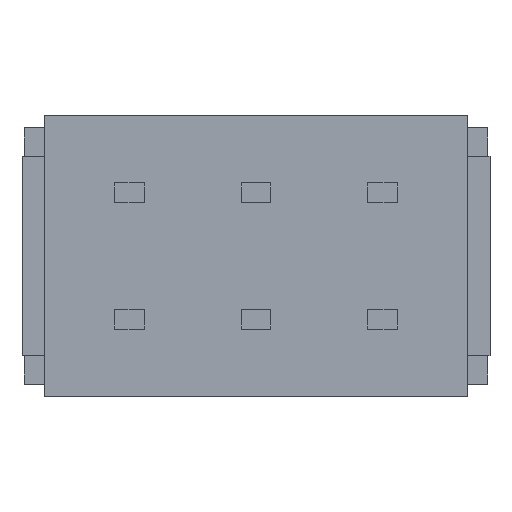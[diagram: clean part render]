
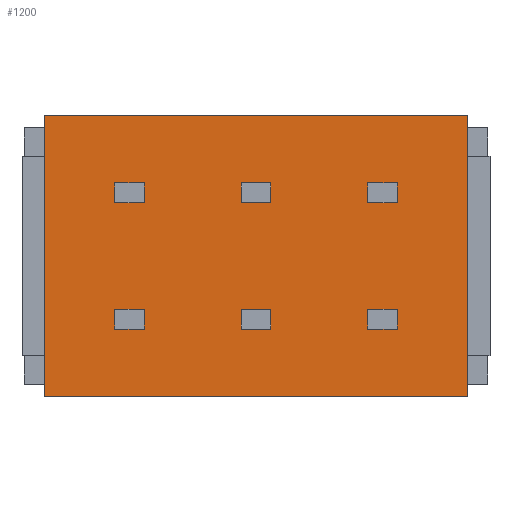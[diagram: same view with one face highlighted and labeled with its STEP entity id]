
A CAD part, front view. The second image highlights one B-rep face of the part: STEP entity #1200.
In plain terms, the highlighted planar face has unit normal (0, -1, 0).
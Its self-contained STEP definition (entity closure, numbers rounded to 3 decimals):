
#440=VERTEX_POINT('',#1247);
#464=VERTEX_POINT('',#1274);
#478=VERTEX_POINT('',#1290);
#492=VERTEX_POINT('',#1305);
#538=VERTEX_POINT('',#1356);
#542=VERTEX_POINT('',#1361);
#560=VERTEX_POINT('',#1382);
#592=EDGE_CURVE('',#492,#964,#1417,.T.);
#598=EDGE_CURVE('',#440,#1168,#1423,.T.);
#602=VERTEX_POINT('',#1427);
#630=EDGE_CURVE('',#890,#1052,#1456,.T.);
#632=EDGE_CURVE('',#1162,#866,#1458,.T.);
#648=EDGE_CURVE('',#560,#930,#1476,.T.);
#650=VERTEX_POINT('',#1478);
#660=VERTEX_POINT('',#1490);
#674=EDGE_CURVE('',#990,#602,#1505,.T.);
#680=EDGE_CURVE('',#542,#690,#1512,.T.);
#690=VERTEX_POINT('',#1523);
#718=EDGE_CURVE('',#866,#542,#1551,.T.);
#738=EDGE_CURVE('',#930,#966,#1572,.T.);
#740=EDGE_CURVE('',#650,#440,#1574,.T.);
#742=EDGE_CURVE('',#1198,#990,#1576,.T.);
#780=EDGE_CURVE('',#690,#1162,#1618,.T.);
#794=EDGE_CURVE('',#878,#1198,#1632,.T.);
#804=EDGE_CURVE('',#1112,#890,#1642,.T.);
#812=EDGE_CURVE('',#964,#478,#1650,.T.);
#866=VERTEX_POINT('',#1711);
#878=VERTEX_POINT('',#1724);
#890=VERTEX_POINT('',#1736);
#892=EDGE_CURVE('',#1168,#958,#1738,.T.);
#894=EDGE_CURVE('',#934,#660,#1740,.T.);
#900=VERTEX_POINT('',#1748);
#920=VERTEX_POINT('',#1770);
#930=VERTEX_POINT('',#1782);
#934=VERTEX_POINT('',#1786);
#936=EDGE_CURVE('',#1192,#934,#1788,.T.);
#958=VERTEX_POINT('',#1815);
#962=EDGE_CURVE('',#1052,#920,#1819,.T.);
#964=VERTEX_POINT('',#1821);
#966=VERTEX_POINT('',#1823);
#990=VERTEX_POINT('',#1850);
#1052=VERTEX_POINT('',#1918);
#1064=EDGE_CURVE('',#464,#492,#1932,.T.);
#1102=EDGE_CURVE('',#602,#878,#1974,.T.);
#1108=EDGE_CURVE('',#958,#650,#1981,.T.);
#1112=VERTEX_POINT('',#1985);
#1120=EDGE_CURVE('',#900,#560,#1993,.T.);
#1138=EDGE_CURVE('',#1112,#920,#2013,.T.);
#1162=VERTEX_POINT('',#2039);
#1168=VERTEX_POINT('',#2045);
#1176=EDGE_CURVE('',#538,#1192,#2053,.T.);
#1180=EDGE_CURVE('',#966,#900,#2057,.T.);
#1186=EDGE_CURVE('',#478,#464,#2063,.T.);
#1192=VERTEX_POINT('',#2071);
#1196=EDGE_CURVE('',#660,#538,#2076,.T.);
#1198=VERTEX_POINT('',#2078);
#1200=ADVANCED_FACE('',(#2080,#2081,#2082,#2083,#2084,#2085,#2086),#2087,.F.);
#1247=CARTESIAN_POINT('',(-2.24,3.0,1.47));
#1274=CARTESIAN_POINT('',(2.24,3.0,-1.07));
#1290=CARTESIAN_POINT('',(2.24,3.0,-1.47));
#1305=CARTESIAN_POINT('',(2.84,3.0,-1.07));
#1356=CARTESIAN_POINT('',(-0.3,3.0,-1.47));
#1361=CARTESIAN_POINT('',(2.24,3.0,1.07));
#1382=CARTESIAN_POINT('',(-0.3,3.0,1.07));
#1417=LINE('',#2367,#2368);
#1423=LINE('',#2377,#2378);
#1427=CARTESIAN_POINT('',(-2.84,3.0,-1.47));
#1456=LINE('',#2430,#2431);
#1458=LINE('',#2434,#2435);
#1476=LINE('',#2464,#2465);
#1478=CARTESIAN_POINT('',(-2.84,3.0,1.47));
#1490=CARTESIAN_POINT('',(0.3,3.0,-1.47));
#1505=LINE('',#2507,#2508);
#1512=LINE('',#2518,#2519);
#1523=CARTESIAN_POINT('',(2.24,3.0,1.47));
#1551=LINE('',#2581,#2582);
#1572=LINE('',#2612,#2613);
#1574=LINE('',#2616,#2617);
#1576=LINE('',#2620,#2621);
#1618=LINE('',#2680,#2681);
#1632=LINE('',#2708,#2709);
#1642=LINE('',#2726,#2727);
#1650=LINE('',#2742,#2743);
#1711=CARTESIAN_POINT('',(2.84,3.0,1.07));
#1724=CARTESIAN_POINT('',(-2.84,3.0,-1.07));
#1736=CARTESIAN_POINT('',(4.25,3.0,2.825));
#1738=LINE('',#2858,#2859);
#1740=LINE('',#2862,#2863);
#1748=CARTESIAN_POINT('',(0.3,3.0,1.07));
#1770=CARTESIAN_POINT('',(-4.25,3.0,-2.825));
#1782=CARTESIAN_POINT('',(-0.3,3.0,1.47));
#1786=CARTESIAN_POINT('',(0.3,3.0,-1.07));
#1788=LINE('',#2932,#2933);
#1815=CARTESIAN_POINT('',(-2.84,3.0,1.07));
#1819=LINE('',#2973,#2974);
#1821=CARTESIAN_POINT('',(2.84,3.0,-1.47));
#1823=CARTESIAN_POINT('',(0.3,3.0,1.47));
#1850=CARTESIAN_POINT('',(-2.24,3.0,-1.47));
#1918=CARTESIAN_POINT('',(4.25,3.0,-2.825));
#1932=LINE('',#3120,#3121);
#1974=LINE('',#3182,#3183);
#1981=LINE('',#3191,#3192);
#1985=CARTESIAN_POINT('',(-4.25,3.0,2.825));
#1993=LINE('',#3207,#3208);
#2013=LINE('',#3237,#3238);
#2039=CARTESIAN_POINT('',(2.84,3.0,1.47));
#2045=CARTESIAN_POINT('',(-2.24,3.0,1.07));
#2053=LINE('',#3301,#3302);
#2057=LINE('',#3309,#3310);
#2063=LINE('',#3317,#3318);
#2071=CARTESIAN_POINT('',(-0.3,3.0,-1.07));
#2076=LINE('',#3332,#3333);
#2078=CARTESIAN_POINT('',(-2.24,3.0,-1.07));
#2080=FACE_OUTER_BOUND('',#3337,.T.);
#2081=FACE_BOUND('',#3338,.T.);
#2082=FACE_BOUND('',#3339,.T.);
#2083=FACE_BOUND('',#3340,.T.);
#2084=FACE_BOUND('',#3341,.T.);
#2085=FACE_BOUND('',#3342,.T.);
#2086=FACE_BOUND('',#3343,.T.);
#2087=PLANE('',#3344);
#2367=CARTESIAN_POINT('',(2.84,3.0,-0.635));
#2368=VECTOR('',#3566,1.0);
#2377=CARTESIAN_POINT('',(-2.24,3.0,0.635));
#2378=VECTOR('',#3568,1.0);
#2430=CARTESIAN_POINT('',(4.25,3.0,0.0));
#2431=VECTOR('',#3590,1.0);
#2434=CARTESIAN_POINT('',(2.84,3.0,0.635));
#2435=VECTOR('',#3591,1.0);
#2464=CARTESIAN_POINT('',(-0.3,3.0,0.635));
#2465=VECTOR('',#3617,1.0);
#2507=CARTESIAN_POINT('',(-1.27,3.0,-1.47));
#2508=VECTOR('',#3644,1.0);
#2518=CARTESIAN_POINT('',(2.24,3.0,0.635));
#2519=VECTOR('',#3654,1.0);
#2581=CARTESIAN_POINT('',(1.27,3.0,1.07));
#2582=VECTOR('',#3674,1.0);
#2612=CARTESIAN_POINT('',(0.0,3.0,1.47));
#2613=VECTOR('',#3687,1.0);
#2616=CARTESIAN_POINT('',(-1.27,3.0,1.47));
#2617=VECTOR('',#3688,1.0);
#2620=CARTESIAN_POINT('',(-2.24,3.0,-0.635));
#2621=VECTOR('',#3689,1.0);
#2680=CARTESIAN_POINT('',(1.27,3.0,1.47));
#2681=VECTOR('',#3746,1.0);
#2708=CARTESIAN_POINT('',(-1.27,3.0,-1.07));
#2709=VECTOR('',#3753,1.0);
#2726=CARTESIAN_POINT('',(0.0,3.0,2.825));
#2727=VECTOR('',#3757,1.0);
#2742=CARTESIAN_POINT('',(1.27,3.0,-1.47));
#2743=VECTOR('',#3761,1.0);
#2858=CARTESIAN_POINT('',(-1.27,3.0,1.07));
#2859=VECTOR('',#3839,1.0);
#2862=CARTESIAN_POINT('',(0.3,3.0,-0.635));
#2863=VECTOR('',#3840,1.0);
#2932=CARTESIAN_POINT('',(0.0,3.0,-1.07));
#2933=VECTOR('',#3903,1.0);
#2973=CARTESIAN_POINT('',(0.0,3.0,-2.825));
#2974=VECTOR('',#3948,1.0);
#3120=CARTESIAN_POINT('',(1.27,3.0,-1.07));
#3121=VECTOR('',#4057,1.0);
#3182=CARTESIAN_POINT('',(-2.84,3.0,-0.635));
#3183=VECTOR('',#4099,1.0);
#3191=CARTESIAN_POINT('',(-2.84,3.0,0.635));
#3192=VECTOR('',#4108,1.0);
#3207=CARTESIAN_POINT('',(0.0,3.0,1.07));
#3208=VECTOR('',#4110,1.0);
#3237=CARTESIAN_POINT('',(-4.25,3.0,0.0));
#3238=VECTOR('',#4131,1.0);
#3301=CARTESIAN_POINT('',(-0.3,3.0,-0.635));
#3302=VECTOR('',#4159,1.0);
#3309=CARTESIAN_POINT('',(0.3,3.0,0.635));
#3310=VECTOR('',#4161,1.0);
#3317=CARTESIAN_POINT('',(2.24,3.0,-0.635));
#3318=VECTOR('',#4162,1.0);
#3332=CARTESIAN_POINT('',(0.0,3.0,-1.47));
#3333=VECTOR('',#4191,1.0);
#3337=EDGE_LOOP('',(#4193,#4194,#4195,#4196));
#3338=EDGE_LOOP('',(#4197,#4198,#4199,#4200));
#3339=EDGE_LOOP('',(#4201,#4202,#4203,#4204));
#3340=EDGE_LOOP('',(#4205,#4206,#4207,#4208));
#3341=EDGE_LOOP('',(#4209,#4210,#4211,#4212));
#3342=EDGE_LOOP('',(#4213,#4214,#4215,#4216));
#3343=EDGE_LOOP('',(#4217,#4218,#4219,#4220));
#3344=AXIS2_PLACEMENT_3D('',#4221,#4222,#4223);
#3566=DIRECTION('',(0.0,0.0,-1.0));
#3568=DIRECTION('',(0.0,0.0,-1.0));
#3590=DIRECTION('',(0.0,0.0,-1.0));
#3591=DIRECTION('',(0.0,0.0,-1.0));
#3617=DIRECTION('',(0.0,0.0,1.0));
#3644=DIRECTION('',(-1.0,0.0,0.0));
#3654=DIRECTION('',(0.0,0.0,1.0));
#3674=DIRECTION('',(-1.0,0.0,0.0));
#3687=DIRECTION('',(1.0,0.0,0.0));
#3688=DIRECTION('',(1.0,0.0,0.0));
#3689=DIRECTION('',(0.0,0.0,-1.0));
#3746=DIRECTION('',(1.0,0.0,0.0));
#3753=DIRECTION('',(1.0,0.0,0.0));
#3757=DIRECTION('',(1.0,0.0,0.0));
#3761=DIRECTION('',(-1.0,0.0,0.0));
#3839=DIRECTION('',(-1.0,0.0,0.0));
#3840=DIRECTION('',(0.0,0.0,-1.0));
#3903=DIRECTION('',(1.0,0.0,0.0));
#3948=DIRECTION('',(-1.0,0.0,0.0));
#4057=DIRECTION('',(1.0,0.0,0.0));
#4099=DIRECTION('',(0.0,0.0,1.0));
#4108=DIRECTION('',(0.0,0.0,1.0));
#4110=DIRECTION('',(-1.0,0.0,0.0));
#4131=DIRECTION('',(0.0,0.0,-1.0));
#4159=DIRECTION('',(0.0,0.0,1.0));
#4161=DIRECTION('',(0.0,0.0,-1.0));
#4162=DIRECTION('',(0.0,0.0,1.0));
#4191=DIRECTION('',(-1.0,0.0,0.0));
#4193=ORIENTED_EDGE('',*,*,#1138,.T.);
#4194=ORIENTED_EDGE('',*,*,#962,.F.);
#4195=ORIENTED_EDGE('',*,*,#630,.F.);
#4196=ORIENTED_EDGE('',*,*,#804,.F.);
#4197=ORIENTED_EDGE('',*,*,#1196,.T.);
#4198=ORIENTED_EDGE('',*,*,#1176,.T.);
#4199=ORIENTED_EDGE('',*,*,#936,.T.);
#4200=ORIENTED_EDGE('',*,*,#894,.T.);
#4201=ORIENTED_EDGE('',*,*,#718,.T.);
#4202=ORIENTED_EDGE('',*,*,#680,.T.);
#4203=ORIENTED_EDGE('',*,*,#780,.T.);
#4204=ORIENTED_EDGE('',*,*,#632,.T.);
#4205=ORIENTED_EDGE('',*,*,#1120,.T.);
#4206=ORIENTED_EDGE('',*,*,#648,.T.);
#4207=ORIENTED_EDGE('',*,*,#738,.T.);
#4208=ORIENTED_EDGE('',*,*,#1180,.T.);
#4209=ORIENTED_EDGE('',*,*,#892,.T.);
#4210=ORIENTED_EDGE('',*,*,#1108,.T.);
#4211=ORIENTED_EDGE('',*,*,#740,.T.);
#4212=ORIENTED_EDGE('',*,*,#598,.T.);
#4213=ORIENTED_EDGE('',*,*,#812,.T.);
#4214=ORIENTED_EDGE('',*,*,#1186,.T.);
#4215=ORIENTED_EDGE('',*,*,#1064,.T.);
#4216=ORIENTED_EDGE('',*,*,#592,.T.);
#4217=ORIENTED_EDGE('',*,*,#674,.T.);
#4218=ORIENTED_EDGE('',*,*,#1102,.T.);
#4219=ORIENTED_EDGE('',*,*,#794,.T.);
#4220=ORIENTED_EDGE('',*,*,#742,.T.);
#4221=CARTESIAN_POINT('',(0.0,3.0,0.0));
#4222=DIRECTION('',(0.0,1.0,0.0));
#4223=DIRECTION('',(1.0,0.0,-0.0));
